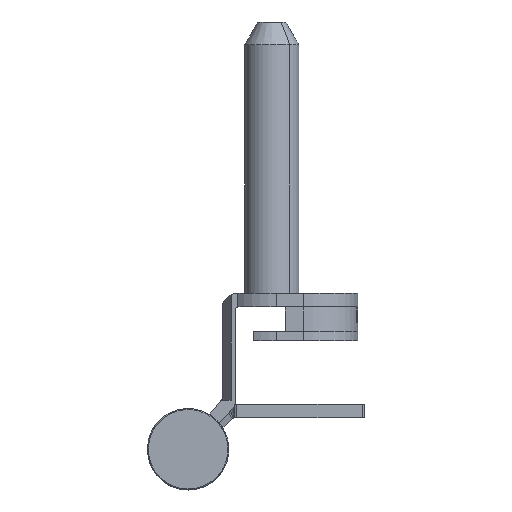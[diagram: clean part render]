
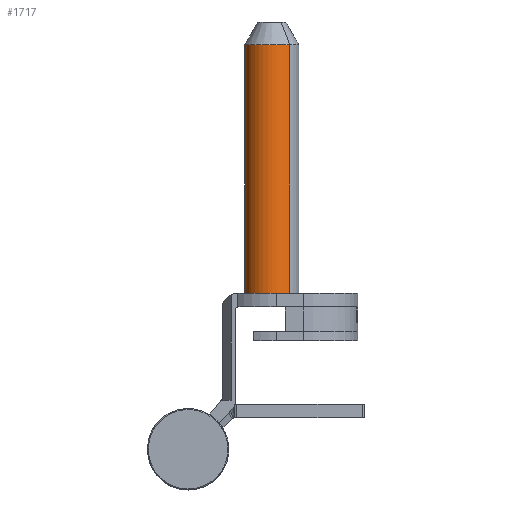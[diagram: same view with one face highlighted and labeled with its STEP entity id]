
A CAD part, left-side view. The second image highlights one B-rep face of the part: STEP entity #1717.
In plain terms, the highlighted cylindrical face has radius 6 mm (diameter 12 mm), a partial arc.
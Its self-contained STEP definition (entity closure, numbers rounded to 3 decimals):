
#1717 = ADVANCED_FACE ( 'NONE', ( #39502 ), #4988, .T. ) ;
#1951 = CARTESIAN_POINT ( 'NONE',  ( 0., 60., 6. ) ) ;
#4366 = VECTOR ( 'NONE', #5140, 1000. ) ;
#4988 = CYLINDRICAL_SURFACE ( 'NONE', #11502, 6. ) ;
#5140 = DIRECTION ( 'NONE',  ( 0., -1., 0. ) ) ;
#5971 = CIRCLE ( 'NONE', #44490, 6. ) ;
#7705 = ORIENTED_EDGE ( 'NONE', *, *, #10087, .T. ) ;
#9907 = LINE ( 'NONE', #52853, #4366 ) ;
#10087 = EDGE_CURVE ( 'NONE', #38326, #30562, #51565, .T. ) ;
#10173 = VECTOR ( 'NONE', #51288, 1000. ) ;
#10979 = EDGE_CURVE ( 'NONE', #24415, #38326, #36255, .T. ) ;
#11502 = AXIS2_PLACEMENT_3D ( 'NONE', #18170, #31070, #27609 ) ;
#13600 = EDGE_CURVE ( 'NONE', #39946, #30562, #5971, .T. ) ;
#15794 = EDGE_CURVE ( 'NONE', #24415, #39946, #9907, .T. ) ;
#15833 = DIRECTION ( 'NONE',  ( 0., -1., 0. ) ) ;
#15917 = DIRECTION ( 'NONE',  ( 0., -1., 0. ) ) ;
#18170 = CARTESIAN_POINT ( 'NONE',  ( 0., 0., 0. ) ) ;
#20332 = CARTESIAN_POINT ( 'NONE',  ( 0., 60., 0. ) ) ;
#24415 = VERTEX_POINT ( 'NONE', #1951 ) ;
#25455 = CARTESIAN_POINT ( 'NONE',  ( 0., 0., -6. ) ) ;
#25651 = EDGE_LOOP ( 'NONE', ( #32966, #40960, #7705, #29315 ) ) ;
#27609 = DIRECTION ( 'NONE',  ( 0., 0., -1. ) ) ;
#28560 = DIRECTION ( 'NONE',  ( 0., 0., -1. ) ) ;
#29315 = ORIENTED_EDGE ( 'NONE', *, *, #13600, .F. ) ;
#30562 = VERTEX_POINT ( 'NONE', #50861 ) ;
#31070 = DIRECTION ( 'NONE',  ( 0., -1., 0. ) ) ;
#32790 = AXIS2_PLACEMENT_3D ( 'NONE', #20332, #15833, #41934 ) ;
#32907 = CARTESIAN_POINT ( 'NONE',  ( 0., 5., 6. ) ) ;
#32966 = ORIENTED_EDGE ( 'NONE', *, *, #15794, .F. ) ;
#36255 = CIRCLE ( 'NONE', #32790, 6. ) ;
#38326 = VERTEX_POINT ( 'NONE', #40462 ) ;
#39502 = FACE_OUTER_BOUND ( 'NONE', #25651, .T. ) ;
#39946 = VERTEX_POINT ( 'NONE', #32907 ) ;
#40462 = CARTESIAN_POINT ( 'NONE',  ( 0., 60., -6. ) ) ;
#40960 = ORIENTED_EDGE ( 'NONE', *, *, #10979, .T. ) ;
#41934 = DIRECTION ( 'NONE',  ( 0., 0., -1. ) ) ;
#44490 = AXIS2_PLACEMENT_3D ( 'NONE', #49906, #15917, #28560 ) ;
#49906 = CARTESIAN_POINT ( 'NONE',  ( 0., 5., 0. ) ) ;
#50861 = CARTESIAN_POINT ( 'NONE',  ( 0., 5., -6. ) ) ;
#51288 = DIRECTION ( 'NONE',  ( 0., -1., 0. ) ) ;
#51565 = LINE ( 'NONE', #25455, #10173 ) ;
#52853 = CARTESIAN_POINT ( 'NONE',  ( 0., 0., 6. ) ) ;
